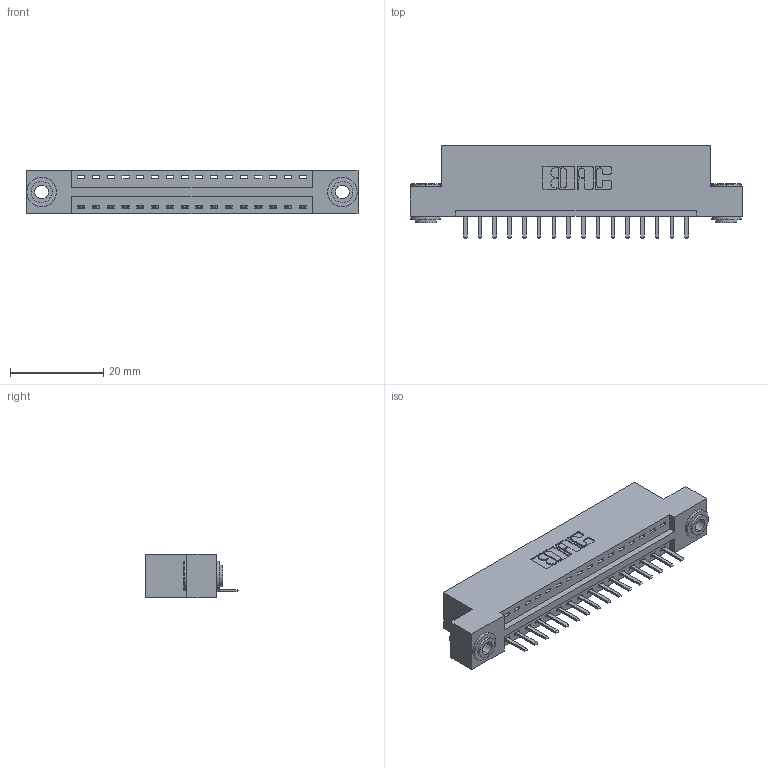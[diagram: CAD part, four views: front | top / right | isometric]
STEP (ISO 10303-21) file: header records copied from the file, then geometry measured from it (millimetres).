
FILE_DESCRIPTION (( 'STEP AP203' ), '1' );
FILE_NAME ('396-016-520-103.STEP', '2019-10-26T17:51:40', ( '' ), ( '' ), 'SwSTEP 2.0', 'SolidWorks 2016', '' );
FILE_SCHEMA (( 'CONFIG_CONTROL_DESIGN' ));
Length unit declared in the file: inch
Products named in the file (4): 345-250-002_345-250-002-102; 396-016-520-103; 345-292-001_345-293-120; 346 Part_Flush Mounting Lugs - 0.156 Dia-TH
Assembly tree (19 placements, depth 2):
  396-016-520-103
    346 Part_Flush Mounting Lugs - 0.156 Dia-TH
    345-292-001_345-293-120  x16
    345-250-002_345-250-002-102  x2
Bounding box: 71.37 x 20.02 x 9.4 mm (x, y, z)
Volume: 6626.3 mm3; surface area: 8067 mm2
Topology: 19 solids, 19 shells, 1152 faces, 3349 edges, 2186 vertices
Faces by surface type: plane 758, cylinder 386, cone 8
Entity records: 14194 total; most frequent: CARTESIAN_POINT 2431, ORIENTED_EDGE 2362, DIRECTION 2195, EDGE_CURVE 1181, LINE 957, VECTOR 957, VERTEX_POINT 782, AXIS2_PLACEMENT_3D 619
